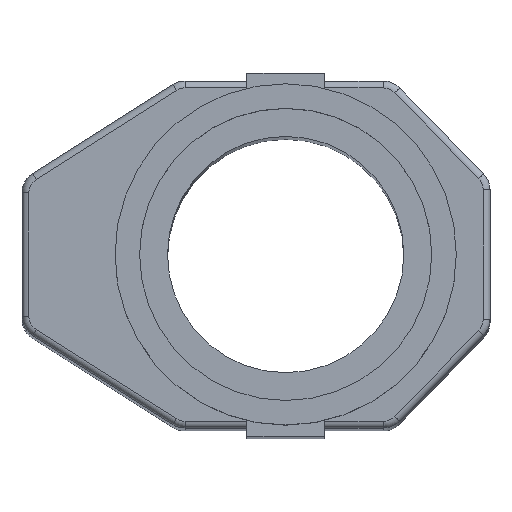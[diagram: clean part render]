
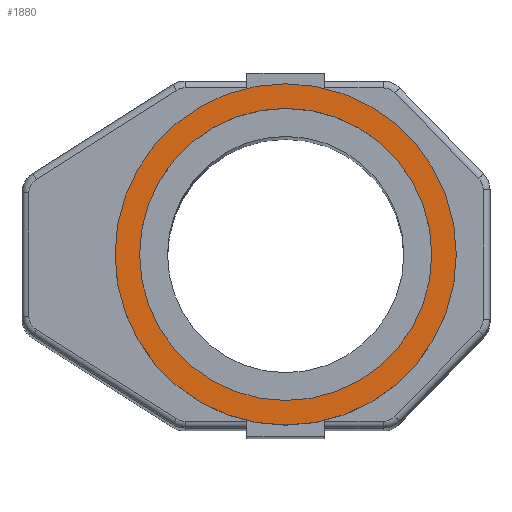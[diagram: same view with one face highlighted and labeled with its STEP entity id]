
A CAD part, top view. The second image highlights one B-rep face of the part: STEP entity #1880.
In plain terms, the highlighted planar face has unit normal (0, 0, 1).
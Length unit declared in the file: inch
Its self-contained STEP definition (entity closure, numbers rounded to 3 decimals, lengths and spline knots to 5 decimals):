
#71 = FACE_OUTER_BOUND ( 'NONE', #917, .T. ) ;
#103 = VERTEX_POINT ( 'NONE', #1804 ) ;
#153 = DIRECTION ( 'NONE',  ( 0., 0., 1. ) ) ;
#175 = CIRCLE ( 'NONE', #1985, 1.28 ) ;
#180 = CARTESIAN_POINT ( 'NONE',  ( 0., 0., 7.99 ) ) ;
#195 = CARTESIAN_POINT ( 'NONE',  ( 0., 0., 7.99 ) ) ;
#296 = DIRECTION ( 'NONE',  ( 1., 0., 0. ) ) ;
#316 = ORIENTED_EDGE ( 'NONE', *, *, #1907, .T. ) ;
#339 = ORIENTED_EDGE ( 'NONE', *, *, #1750, .T. ) ;
#432 = DIRECTION ( 'NONE',  ( 1., 0., 0. ) ) ;
#453 = DIRECTION ( 'NONE',  ( 0., 0., 1. ) ) ;
#536 = DIRECTION ( 'NONE',  ( 1., 0., 0. ) ) ;
#583 = FACE_BOUND ( 'NONE', #675, .T. ) ;
#595 = VERTEX_POINT ( 'NONE', #1655 ) ;
#605 = DIRECTION ( 'NONE',  ( 0., 0., 1. ) ) ;
#675 = EDGE_LOOP ( 'NONE', ( #2062, #1049 ) ) ;
#784 = CARTESIAN_POINT ( 'NONE',  ( 1.28, 0., 7.99 ) ) ;
#821 = CARTESIAN_POINT ( 'NONE',  ( 0., 0., 7.99 ) ) ;
#868 = AXIS2_PLACEMENT_3D ( 'NONE', #195, #605, #536 ) ;
#896 = EDGE_CURVE ( 'NONE', #1204, #1639, #1002, .T. ) ;
#917 = EDGE_LOOP ( 'NONE', ( #316, #339 ) ) ;
#1002 = CIRCLE ( 'NONE', #1637, 1.28 ) ;
#1018 = DIRECTION ( 'NONE',  ( 1., 0., 0. ) ) ;
#1049 = ORIENTED_EDGE ( 'NONE', *, *, #1884, .F. ) ;
#1071 = CARTESIAN_POINT ( 'NONE',  ( 0., 0., 7.99 ) ) ;
#1120 = CIRCLE ( 'NONE', #1723, 1.495 ) ;
#1195 = DIRECTION ( 'NONE',  ( 0., 0., 1. ) ) ;
#1204 = VERTEX_POINT ( 'NONE', #784 ) ;
#1321 = AXIS2_PLACEMENT_3D ( 'NONE', #2104, #153, #1935 ) ;
#1556 = CIRCLE ( 'NONE', #1321, 1.495 ) ;
#1637 = AXIS2_PLACEMENT_3D ( 'NONE', #180, #1698, #432 ) ;
#1639 = VERTEX_POINT ( 'NONE', #1644 ) ;
#1644 = CARTESIAN_POINT ( 'NONE',  ( -1.28, 0., 7.99 ) ) ;
#1655 = CARTESIAN_POINT ( 'NONE',  ( 1.495, 0., 7.99 ) ) ;
#1698 = DIRECTION ( 'NONE',  ( 0., 0., 1. ) ) ;
#1723 = AXIS2_PLACEMENT_3D ( 'NONE', #821, #1195, #1018 ) ;
#1735 = PLANE ( 'NONE',  #868 ) ;
#1750 = EDGE_CURVE ( 'NONE', #595, #103, #1120, .T. ) ;
#1804 = CARTESIAN_POINT ( 'NONE',  ( -1.495, 0., 7.99 ) ) ;
#1880 = ADVANCED_FACE ( 'NONE', ( #583, #71 ), #1735, .T. ) ;
#1884 = EDGE_CURVE ( 'NONE', #1639, #1204, #175, .T. ) ;
#1907 = EDGE_CURVE ( 'NONE', #103, #595, #1556, .T. ) ;
#1935 = DIRECTION ( 'NONE',  ( 1., 0., 0. ) ) ;
#1985 = AXIS2_PLACEMENT_3D ( 'NONE', #1071, #453, #296 ) ;
#2062 = ORIENTED_EDGE ( 'NONE', *, *, #896, .F. ) ;
#2104 = CARTESIAN_POINT ( 'NONE',  ( 0., 0., 7.99 ) ) ;
